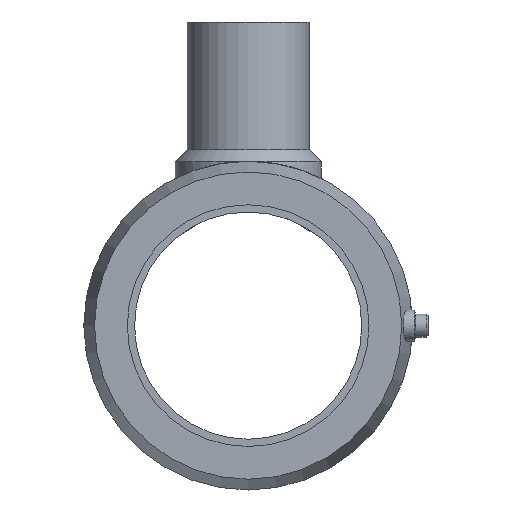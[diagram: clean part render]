
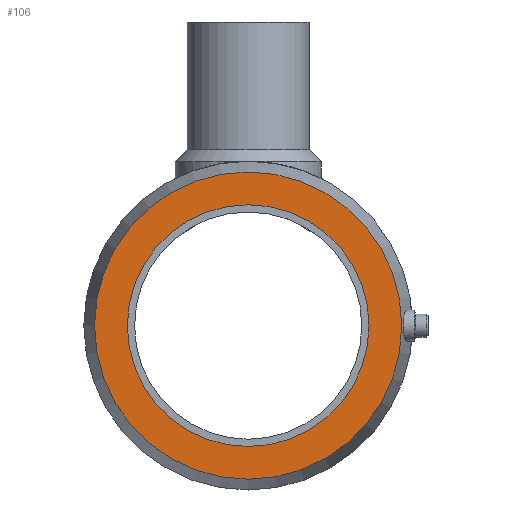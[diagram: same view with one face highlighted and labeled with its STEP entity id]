
A CAD part, left-side view. The second image highlights one B-rep face of the part: STEP entity #106.
In plain terms, the highlighted planar face has unit normal (-1, 0, 0).
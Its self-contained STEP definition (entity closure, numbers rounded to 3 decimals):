
#106 = ADVANCED_FACE( '', ( #248, #249 ), #250, .F. );
#248 = FACE_OUTER_BOUND( '', #415, .T. );
#249 = FACE_BOUND( '', #416, .T. );
#250 = PLANE( '', #417 );
#415 = EDGE_LOOP( '', ( #621 ) );
#416 = EDGE_LOOP( '', ( #622 ) );
#417 = AXIS2_PLACEMENT_3D( '', #623, #624, #625 );
#621 = ORIENTED_EDGE( '', *, *, #792, .F. );
#622 = ORIENTED_EDGE( '', *, *, #793, .T. );
#623 = CARTESIAN_POINT( '', ( 0., 0., 0. ) );
#624 = DIRECTION( '', ( 1., 0., 0. ) );
#625 = DIRECTION( '', ( 0., 0., -1. ) );
#792 = EDGE_CURVE( '', #910, #910, #911, .T. );
#793 = EDGE_CURVE( '', #912, #912, #913, .T. );
#910 = VERTEX_POINT( '', #1587 );
#911 = CIRCLE( '', #1588, 79.435 );
#912 = VERTEX_POINT( '', #1589 );
#913 = CIRCLE( '', #1590, 62.5 );
#1587 = CARTESIAN_POINT( '', ( 0., 0., -79.435 ) );
#1588 = AXIS2_PLACEMENT_3D( '', #1698, #1699, #1700 );
#1589 = CARTESIAN_POINT( '', ( 0., 0., -62.5 ) );
#1590 = AXIS2_PLACEMENT_3D( '', #1701, #1702, #1703 );
#1698 = CARTESIAN_POINT( '', ( 0., 0., 0. ) );
#1699 = DIRECTION( '', ( 1., 0., 0. ) );
#1700 = DIRECTION( '', ( 0., 0., -1. ) );
#1701 = CARTESIAN_POINT( '', ( 0., 0., 0. ) );
#1702 = DIRECTION( '', ( 1., 0., 0. ) );
#1703 = DIRECTION( '', ( 0., 0., -1. ) );
